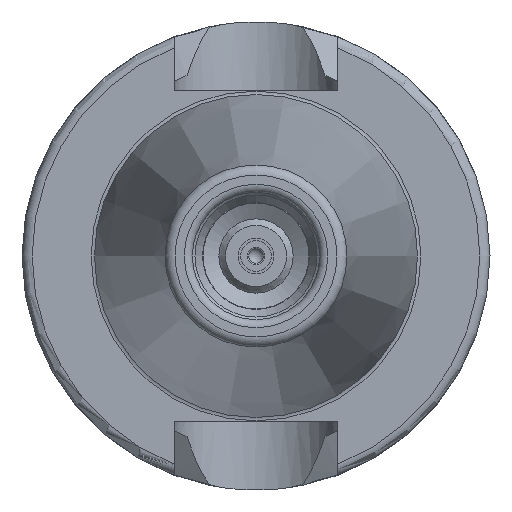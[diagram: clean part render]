
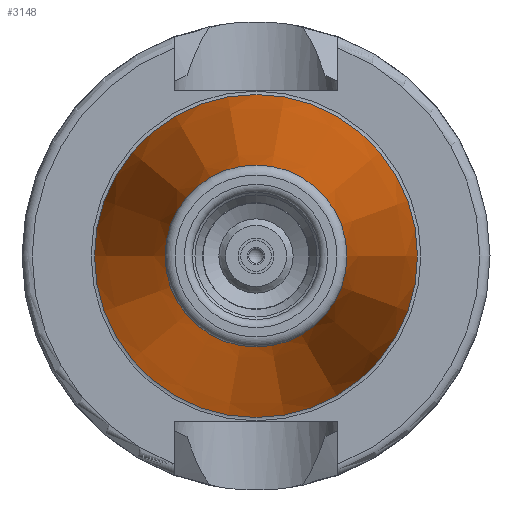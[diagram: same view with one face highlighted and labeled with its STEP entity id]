
A CAD part, left-side view. The second image highlights one B-rep face of the part: STEP entity #3148.
In plain terms, the highlighted conical face has half-angle 8.297 degrees and reference radius 12.408 mm.
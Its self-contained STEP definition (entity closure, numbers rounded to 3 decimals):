
#3114=CARTESIAN_POINT('',(-47.544,8.941,0.0));
#3115=VERTEX_POINT('',#3114);
#3116=CARTESIAN_POINT('',(-47.544,0.,0.0));
#3117=DIRECTION('',(1.0,0.0,0.0));
#3118=DIRECTION('',(0.0,1.0,0.0));
#3119=AXIS2_PLACEMENT_3D('',#3116,#3117,#3118);
#3120=CIRCLE('',#3119,8.941);
#3121=EDGE_CURVE('',#3115,#3115,#3120,.T.);
#3129=CARTESIAN_POINT('',(-23.772,0.,0.0));
#3130=DIRECTION('',(1.0,0.,0.0));
#3131=DIRECTION('',(0.0,1.0,0.0));
#3132=AXIS2_PLACEMENT_3D('',#3129,#3130,#3131);
#3133=CONICAL_SURFACE('',#3132,12.408,8.297);
#3134=CARTESIAN_POINT('',(0.0,15.875,0.0));
#3135=VERTEX_POINT('',#3134);
#3136=CARTESIAN_POINT('',(0.,0.,0.0));
#3137=DIRECTION('',(1.0,0.0,0.0));
#3138=DIRECTION('',(0.0,1.0,0.0));
#3139=AXIS2_PLACEMENT_3D('',#3136,#3137,#3138);
#3140=CIRCLE('',#3139,15.875);
#3141=EDGE_CURVE('',#3135,#3135,#3140,.T.);
#3142=ORIENTED_EDGE('',*,*,#3141,.F.);
#3143=EDGE_LOOP('',(#3142));
#3144=FACE_OUTER_BOUND('',#3143,.T.);
#3145=ORIENTED_EDGE('',*,*,#3121,.T.);
#3146=EDGE_LOOP('',(#3145));
#3147=FACE_BOUND('',#3146,.T.);
#3148=ADVANCED_FACE('',(#3144,#3147),#3133,.T.);
